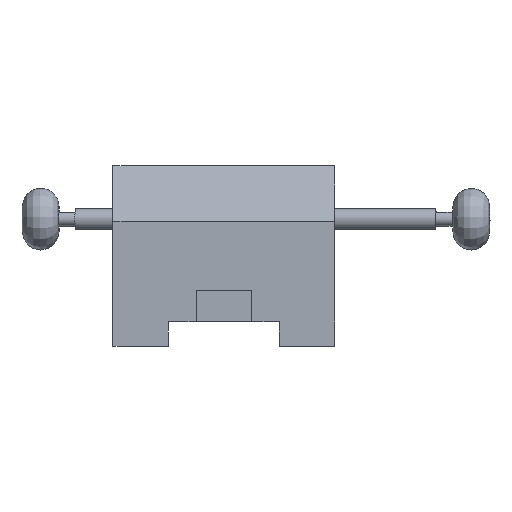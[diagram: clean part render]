
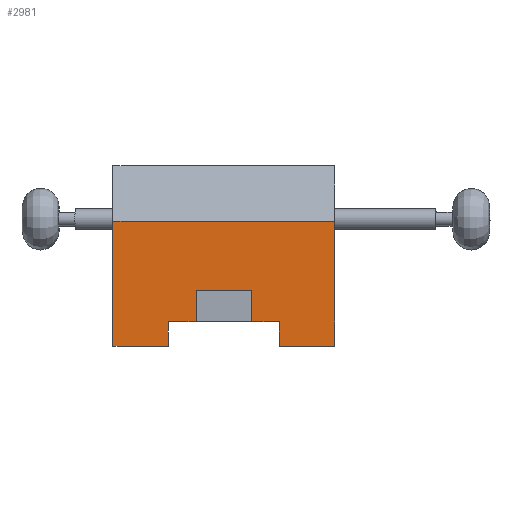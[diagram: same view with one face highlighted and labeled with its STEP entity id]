
A CAD part, front view. The second image highlights one B-rep face of the part: STEP entity #2981.
In plain terms, the highlighted planar face has unit normal (0, -1, 0).
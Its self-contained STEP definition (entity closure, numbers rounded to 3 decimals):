
#196=LINE('',#13996,#406);
#204=LINE('',#14013,#414);
#209=LINE('',#14024,#419);
#213=LINE('',#14030,#423);
#219=LINE('',#14042,#429);
#223=LINE('',#14049,#433);
#226=LINE('',#14055,#436);
#228=LINE('',#14058,#438);
#253=LINE('',#14129,#463);
#259=LINE('',#14139,#469);
#260=LINE('',#14141,#470);
#261=LINE('',#14142,#471);
#406=VECTOR('',#3719,10.);
#414=VECTOR('',#3731,10.);
#419=VECTOR('',#3738,10.);
#423=VECTOR('',#3744,10.);
#429=VECTOR('',#3754,10.);
#433=VECTOR('',#3760,10.);
#436=VECTOR('',#3765,10.);
#438=VECTOR('',#3769,10.);
#463=VECTOR('',#3836,10.);
#469=VECTOR('',#3848,10.);
#470=VECTOR('',#3849,10.);
#471=VECTOR('',#3850,10.);
#926=FACE_OUTER_BOUND('',#1106,.T.);
#1106=EDGE_LOOP('',(#2692,#2693,#2694,#2695,#2696,#2697,#2698,#2699,#2700,
#2701,#2702,#2703));
#1404=VERTEX_POINT('',#13993);
#1405=VERTEX_POINT('',#13995);
#1411=VERTEX_POINT('',#14010);
#1412=VERTEX_POINT('',#14012);
#1416=VERTEX_POINT('',#14021);
#1417=VERTEX_POINT('',#14023);
#1422=VERTEX_POINT('',#14040);
#1424=VERTEX_POINT('',#14047);
#1426=VERTEX_POINT('',#14053);
#1450=VERTEX_POINT('',#14126);
#1451=VERTEX_POINT('',#14128);
#1453=VERTEX_POINT('',#14140);
#1803=EDGE_CURVE('',#1405,#1404,#196,.T.);
#1811=EDGE_CURVE('',#1412,#1411,#204,.T.);
#1816=EDGE_CURVE('',#1417,#1416,#209,.T.);
#1820=EDGE_CURVE('',#1416,#1405,#213,.T.);
#1826=EDGE_CURVE('',#1404,#1422,#219,.T.);
#1830=EDGE_CURVE('',#1422,#1424,#223,.T.);
#1833=EDGE_CURVE('',#1424,#1426,#226,.T.);
#1835=EDGE_CURVE('',#1411,#1417,#228,.T.);
#1870=EDGE_CURVE('',#1450,#1451,#253,.T.);
#1876=EDGE_CURVE('',#1426,#1451,#259,.T.);
#1877=EDGE_CURVE('',#1453,#1450,#260,.T.);
#1878=EDGE_CURVE('',#1412,#1453,#261,.T.);
#2692=ORIENTED_EDGE('',*,*,#1833,.T.);
#2693=ORIENTED_EDGE('',*,*,#1876,.T.);
#2694=ORIENTED_EDGE('',*,*,#1870,.F.);
#2695=ORIENTED_EDGE('',*,*,#1877,.F.);
#2696=ORIENTED_EDGE('',*,*,#1878,.F.);
#2697=ORIENTED_EDGE('',*,*,#1811,.T.);
#2698=ORIENTED_EDGE('',*,*,#1835,.T.);
#2699=ORIENTED_EDGE('',*,*,#1816,.T.);
#2700=ORIENTED_EDGE('',*,*,#1820,.T.);
#2701=ORIENTED_EDGE('',*,*,#1803,.T.);
#2702=ORIENTED_EDGE('',*,*,#1826,.T.);
#2703=ORIENTED_EDGE('',*,*,#1830,.T.);
#2821=PLANE('',#3253);
#2981=ADVANCED_FACE('',(#926),#2821,.T.);
#3253=AXIS2_PLACEMENT_3D('',#14138,#3846,#3847);
#3719=DIRECTION('',(1.,0.,0.));
#3731=DIRECTION('',(1.,0.,0.));
#3738=DIRECTION('',(1.,0.,0.));
#3744=DIRECTION('',(0.,0.,1.));
#3754=DIRECTION('',(0.,0.,-1.));
#3760=DIRECTION('',(1.,0.,0.));
#3765=DIRECTION('',(0.,0.,-1.));
#3769=DIRECTION('',(0.,0.,1.));
#3836=DIRECTION('',(0.,0.,-1.));
#3846=DIRECTION('center_axis',(0.,-1.,0.));
#3847=DIRECTION('ref_axis',(0.,0.,-1.));
#3848=DIRECTION('',(1.,0.,0.));
#3849=DIRECTION('',(1.,0.,0.));
#3850=DIRECTION('',(0.,0.,1.));
#13993=CARTESIAN_POINT('',(40.,0.,16.));
#13995=CARTESIAN_POINT('',(24.,0.,16.));
#13996=CARTESIAN_POINT('',(20.,0.,16.));
#14010=CARTESIAN_POINT('',(16.,0.,0.));
#14012=CARTESIAN_POINT('',(0.,0.,0.));
#14013=CARTESIAN_POINT('',(0.,0.,0.));
#14021=CARTESIAN_POINT('',(24.,0.,7.));
#14023=CARTESIAN_POINT('',(16.,0.,7.));
#14024=CARTESIAN_POINT('',(12.,0.,7.));
#14030=CARTESIAN_POINT('',(24.,0.,26.));
#14040=CARTESIAN_POINT('',(40.,0.,7.));
#14042=CARTESIAN_POINT('',(40.,0.,21.5));
#14047=CARTESIAN_POINT('',(48.,0.,7.));
#14049=CARTESIAN_POINT('',(24.,0.,7.));
#14053=CARTESIAN_POINT('',(48.,0.,0.));
#14055=CARTESIAN_POINT('',(48.,0.,18.));
#14058=CARTESIAN_POINT('',(16.,0.,21.5));
#14126=CARTESIAN_POINT('',(64.,0.,36.));
#14128=CARTESIAN_POINT('',(64.,0.,0.));
#14129=CARTESIAN_POINT('',(64.,0.,16.));
#14138=CARTESIAN_POINT('Origin',(0.,0.,36.));
#14139=CARTESIAN_POINT('',(0.,0.,0.));
#14140=CARTESIAN_POINT('',(0.,0.,36.));
#14141=CARTESIAN_POINT('',(0.,0.,36.));
#14142=CARTESIAN_POINT('',(0.,0.,16.));
